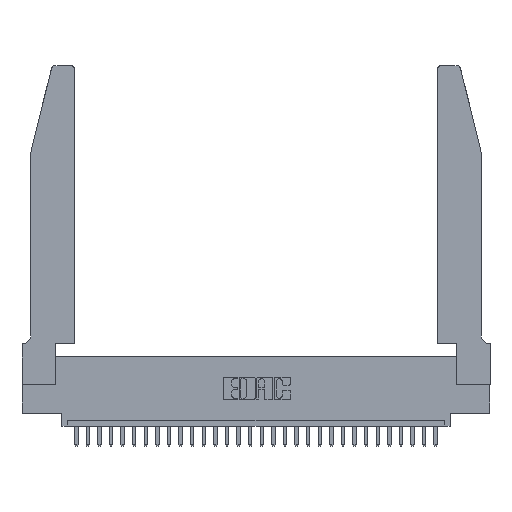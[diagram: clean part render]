
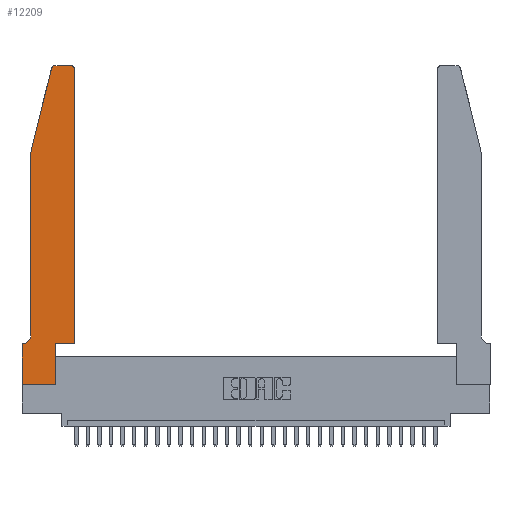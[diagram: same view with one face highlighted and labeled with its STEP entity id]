
A CAD part, top view. The second image highlights one B-rep face of the part: STEP entity #12209.
In plain terms, the highlighted planar face has unit normal (0, 0, 1).
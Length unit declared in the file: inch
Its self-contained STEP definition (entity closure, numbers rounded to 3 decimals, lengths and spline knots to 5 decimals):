
#203 = CARTESIAN_POINT ( 'NONE',  ( 0.2865, 0.35, 0.37 ) ) ;
#424 = LINE ( 'NONE', #29424, #12180 ) ;
#1224 = PLANE ( 'NONE',  #23778 ) ;
#1368 = ORIENTED_EDGE ( 'NONE', *, *, #23885, .T. ) ;
#1375 = CARTESIAN_POINT ( 'NONE',  ( 0.284, 2.72, 0.37 ) ) ;
#1409 = VERTEX_POINT ( 'NONE', #1919 ) ;
#1480 = DIRECTION ( 'NONE',  ( 0., 0., 1. ) ) ;
#1624 = CARTESIAN_POINT ( 'NONE',  ( 0.4505, 0.35, 0.37 ) ) ;
#1919 = CARTESIAN_POINT ( 'NONE',  ( 0.284, 2.75, 0.37 ) ) ;
#2863 = CARTESIAN_POINT ( 'NONE',  ( 0.2865, 0.35, 0.37 ) ) ;
#3172 = ORIENTED_EDGE ( 'NONE', *, *, #4857, .T. ) ;
#3542 = DIRECTION ( 'NONE',  ( 1., 0., 0. ) ) ;
#3882 = EDGE_CURVE ( 'NONE', #7833, #25366, #15230, .T. ) ;
#4202 = DIRECTION ( 'NONE',  ( 0., 1., 0. ) ) ;
#4857 = EDGE_CURVE ( 'NONE', #1409, #14316, #6024, .T. ) ;
#5048 = DIRECTION ( 'NONE',  ( 1., 0., 0. ) ) ;
#5622 = DIRECTION ( 'NONE',  ( -0.239, -0.971, 0. ) ) ;
#6024 = CIRCLE ( 'NONE', #28244, 0.03 ) ;
#6125 = LINE ( 'NONE', #19109, #10892 ) ;
#7296 = LINE ( 'NONE', #20388, #22009 ) ;
#7753 = DIRECTION ( 'NONE',  ( 0., 0., -1. ) ) ;
#7833 = VERTEX_POINT ( 'NONE', #17205 ) ;
#8039 = LINE ( 'NONE', #15242, #19787 ) ;
#8150 = EDGE_CURVE ( 'NONE', #12027, #20702, #7296, .T. ) ;
#8354 = CARTESIAN_POINT ( 'NONE',  ( 0., 0.35, 0.37 ) ) ;
#8516 = DIRECTION ( 'NONE',  ( 1., 0., 0. ) ) ;
#8615 = CARTESIAN_POINT ( 'NONE',  ( 0.4205, 2.72, 0.37 ) ) ;
#8823 = DIRECTION ( 'NONE',  ( 0., -1., 0. ) ) ;
#8931 = VERTEX_POINT ( 'NONE', #22908 ) ;
#8990 = ORIENTED_EDGE ( 'NONE', *, *, #12274, .T. ) ;
#9050 = DIRECTION ( 'NONE',  ( 0., -1., 0. ) ) ;
#9962 = EDGE_CURVE ( 'NONE', #19660, #26035, #6125, .T. ) ;
#9965 = EDGE_CURVE ( 'NONE', #21162, #19850, #14553, .T. ) ;
#10187 = ORIENTED_EDGE ( 'NONE', *, *, #20756, .T. ) ;
#10290 = LINE ( 'NONE', #24089, #13888 ) ;
#10892 = VECTOR ( 'NONE', #24290, 39.37008 ) ;
#11390 = ORIENTED_EDGE ( 'NONE', *, *, #15881, .T. ) ;
#11457 = ORIENTED_EDGE ( 'NONE', *, *, #27747, .T. ) ;
#11819 = AXIS2_PLACEMENT_3D ( 'NONE', #26341, #7753, #17255 ) ;
#12027 = VERTEX_POINT ( 'NONE', #21197 ) ;
#12180 = VECTOR ( 'NONE', #5622, 39.37008 ) ;
#12209 = ADVANCED_FACE ( 'NONE', ( #19592 ), #1224, .T. ) ;
#12274 = EDGE_CURVE ( 'NONE', #26035, #21162, #21792, .T. ) ;
#12415 = ORIENTED_EDGE ( 'NONE', *, *, #24195, .T. ) ;
#12464 = ORIENTED_EDGE ( 'NONE', *, *, #9962, .T. ) ;
#12656 = EDGE_CURVE ( 'NONE', #8931, #7833, #13607, .T. ) ;
#13607 = LINE ( 'NONE', #1624, #14371 ) ;
#13888 = VECTOR ( 'NONE', #26416, 39.37008 ) ;
#14266 = VECTOR ( 'NONE', #21341, 39.37008 ) ;
#14316 = VERTEX_POINT ( 'NONE', #24663 ) ;
#14371 = VECTOR ( 'NONE', #4202, 39.37008 ) ;
#14553 = LINE ( 'NONE', #26317, #25604 ) ;
#14678 = CARTESIAN_POINT ( 'NONE',  ( 0.0055, 0.35, 0.37 ) ) ;
#15168 = DIRECTION ( 'NONE',  ( 1., 0., 0. ) ) ;
#15230 = CIRCLE ( 'NONE', #19771, 0.03 ) ;
#15242 = CARTESIAN_POINT ( 'NONE',  ( 0.4505, 0.35, 0.37 ) ) ;
#15271 = DIRECTION ( 'NONE',  ( 0., 0., 1. ) ) ;
#15881 = EDGE_CURVE ( 'NONE', #25366, #1409, #10290, .T. ) ;
#16379 = ORIENTED_EDGE ( 'NONE', *, *, #12656, .T. ) ;
#17205 = CARTESIAN_POINT ( 'NONE',  ( 0.4505, 2.72, 0.37 ) ) ;
#17255 = DIRECTION ( 'NONE',  ( -1., 0., 0. ) ) ;
#17485 = CARTESIAN_POINT ( 'NONE',  ( 0.4205, 2.75, 0.37 ) ) ;
#17805 = DIRECTION ( 'NONE',  ( 1., 0., 0. ) ) ;
#19109 = CARTESIAN_POINT ( 'NONE',  ( 0.0755, 0.35, 0.37 ) ) ;
#19124 = CARTESIAN_POINT ( 'NONE',  ( 0., 0., 0.37 ) ) ;
#19592 = FACE_OUTER_BOUND ( 'NONE', #29297, .T. ) ;
#19660 = VERTEX_POINT ( 'NONE', #14678 ) ;
#19771 = AXIS2_PLACEMENT_3D ( 'NONE', #8615, #29937, #8516 ) ;
#19787 = VECTOR ( 'NONE', #17805, 39.37008 ) ;
#19850 = VERTEX_POINT ( 'NONE', #30092 ) ;
#19937 = CIRCLE ( 'NONE', #11819, 0.07 ) ;
#20125 = CARTESIAN_POINT ( 'NONE',  ( 0., 0.35, 0.37 ) ) ;
#20168 = LINE ( 'NONE', #2863, #14266 ) ;
#20388 = CARTESIAN_POINT ( 'NONE',  ( 0.0755, 2., 0.37 ) ) ;
#20702 = VERTEX_POINT ( 'NONE', #26873 ) ;
#20756 = EDGE_CURVE ( 'NONE', #14316, #12027, #424, .T. ) ;
#21162 = VERTEX_POINT ( 'NONE', #19124 ) ;
#21197 = CARTESIAN_POINT ( 'NONE',  ( 0.0755, 2., 0.37 ) ) ;
#21341 = DIRECTION ( 'NONE',  ( 0., 1., 0. ) ) ;
#21792 = LINE ( 'NONE', #24780, #29119 ) ;
#22009 = VECTOR ( 'NONE', #8823, 39.37008 ) ;
#22908 = CARTESIAN_POINT ( 'NONE',  ( 0.4505, 0.35, 0.37 ) ) ;
#23778 = AXIS2_PLACEMENT_3D ( 'NONE', #20125, #15271, #15168 ) ;
#23885 = EDGE_CURVE ( 'NONE', #19850, #29007, #20168, .T. ) ;
#24089 = CARTESIAN_POINT ( 'NONE',  ( 0.2605, 2.75, 0.37 ) ) ;
#24195 = EDGE_CURVE ( 'NONE', #29007, #8931, #8039, .T. ) ;
#24290 = DIRECTION ( 'NONE',  ( -1., 0., 0. ) ) ;
#24663 = CARTESIAN_POINT ( 'NONE',  ( 0.25487, 2.72718, 0.37 ) ) ;
#24780 = CARTESIAN_POINT ( 'NONE',  ( 0., 0., 0.37 ) ) ;
#24950 = ORIENTED_EDGE ( 'NONE', *, *, #3882, .T. ) ;
#25366 = VERTEX_POINT ( 'NONE', #17485 ) ;
#25604 = VECTOR ( 'NONE', #5048, 39.37008 ) ;
#26035 = VERTEX_POINT ( 'NONE', #8354 ) ;
#26317 = CARTESIAN_POINT ( 'NONE',  ( 0., 0., 0.37 ) ) ;
#26341 = CARTESIAN_POINT ( 'NONE',  ( 0.0055, 0.42, 0.37 ) ) ;
#26416 = DIRECTION ( 'NONE',  ( -1., 0., 0. ) ) ;
#26873 = CARTESIAN_POINT ( 'NONE',  ( 0.0755, 0.42, 0.37 ) ) ;
#27378 = ORIENTED_EDGE ( 'NONE', *, *, #8150, .T. ) ;
#27747 = EDGE_CURVE ( 'NONE', #20702, #19660, #19937, .T. ) ;
#27888 = ORIENTED_EDGE ( 'NONE', *, *, #9965, .T. ) ;
#28244 = AXIS2_PLACEMENT_3D ( 'NONE', #1375, #1480, #3542 ) ;
#29007 = VERTEX_POINT ( 'NONE', #203 ) ;
#29119 = VECTOR ( 'NONE', #9050, 39.37008 ) ;
#29297 = EDGE_LOOP ( 'NONE', ( #11390, #3172, #10187, #27378, #11457, #12464, #8990, #27888, #1368, #12415, #16379, #24950 ) ) ;
#29424 = CARTESIAN_POINT ( 'NONE',  ( 0.0755, 2., 0.37 ) ) ;
#29937 = DIRECTION ( 'NONE',  ( 0., 0., 1. ) ) ;
#30092 = CARTESIAN_POINT ( 'NONE',  ( 0.2865, 0., 0.37 ) ) ;
